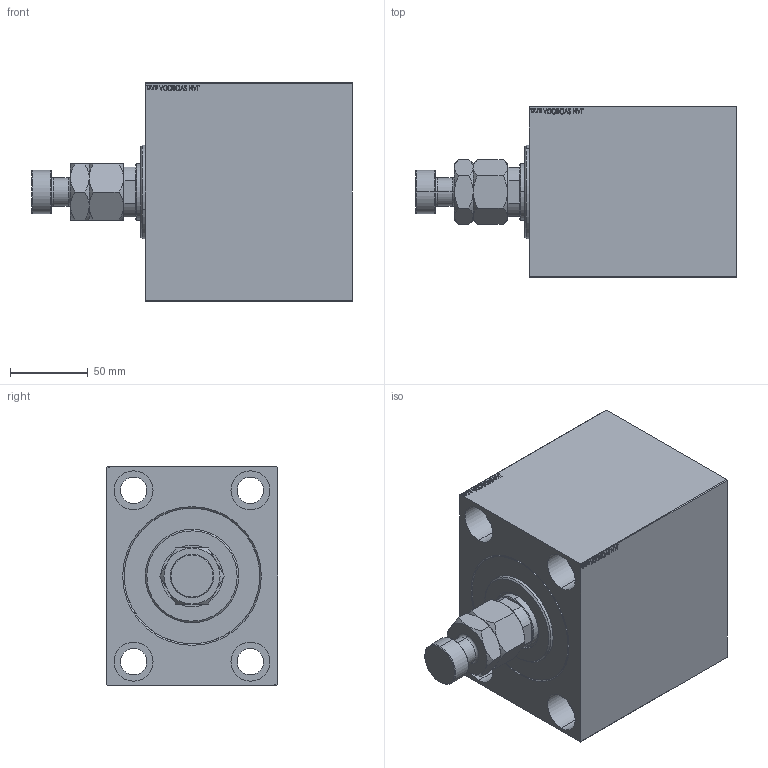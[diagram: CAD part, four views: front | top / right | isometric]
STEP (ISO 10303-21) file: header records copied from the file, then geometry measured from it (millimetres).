
FILE_DESCRIPTION (( 'STEP AP203' ), '1' );
FILE_NAME ('b4f4.STEP', '2022-04-17T04:54:01', ( '' ), ( '' ), 'SwSTEP 2.0', 'SolidWorks 2019', '' );
FILE_SCHEMA (( 'CONFIG_CONTROL_DESIGN' ));
Length unit declared in the file: millimetre
Products named in the file (5): V450CM_VC_B 42101e198bf34eb357d2a604a4644db1; b4f4; MFA 42101e198bf34eb357d2a604a4644db1; V450CM_C_Body 42101e198bf34eb357d2a604a4644db1; V450CM_C_VCP 42101e198bf34eb357d2a604a4644db1
Assembly tree (4 placements, depth 2):
  b4f4
    V450CM_C_Body 42101e198bf34eb357d2a604a4644db1
    V450CM_C_VCP 42101e198bf34eb357d2a604a4644db1
    V450CM_VC_B 42101e198bf34eb357d2a604a4644db1
    MFA 42101e198bf34eb357d2a604a4644db1
Bounding box: 206 x 110 x 140 mm (x, y, z)
Volume: 1771519.5 mm3; surface area: 222401.5 mm2
Topology: 4 solids, 4 shells, 915 faces, 2328 edges, 1531 vertices
Faces by surface type: plane 427, bspline 380, cylinder 62, cone 42, torus 4
Entity records: 45757 total; most frequent: CARTESIAN_POINT 25663, ORIENTED_EDGE 4652, DIRECTION 2780, EDGE_CURVE 2326, VERTEX_POINT 1531, LINE 1324, VECTOR 1324, EDGE_LOOP 1041
